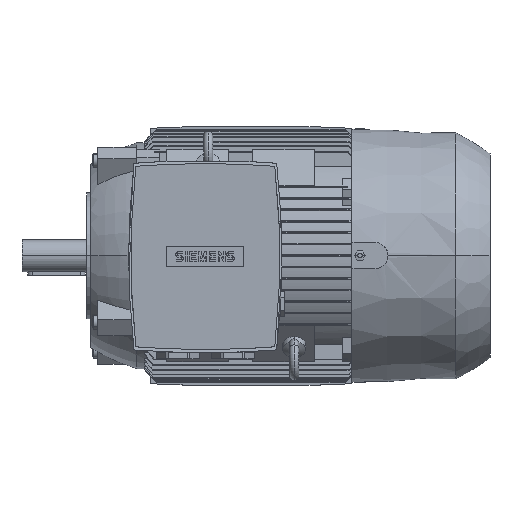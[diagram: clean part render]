
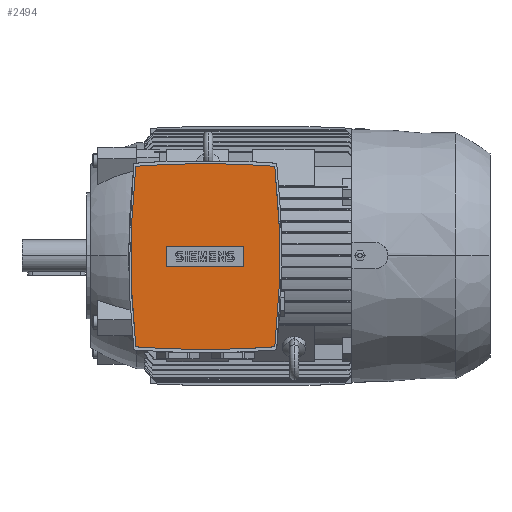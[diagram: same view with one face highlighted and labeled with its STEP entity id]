
A CAD part, top view. The second image highlights one B-rep face of the part: STEP entity #2494.
In plain terms, the highlighted planar face has unit normal (0, 0, 1).
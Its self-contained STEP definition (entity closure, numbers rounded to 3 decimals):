
#2494=ADVANCED_FACE('',(#5276,#5277),#5278,.T.);
#5276=FACE_BOUND('',#8363,.T.);
#5277=FACE_OUTER_BOUND('',#8364,.T.);
#5278=PLANE('',#8365);
#8363=EDGE_LOOP('',(#16026,#16027,#16028,#16029));
#8364=EDGE_LOOP('',(#16030,#16031,#16032,#16033,#16034,#16035));
#8365=AXIS2_PLACEMENT_3D('',#16036,#16037,#16038);
#16026=ORIENTED_EDGE('',*,*,#21593,.T.);
#16027=ORIENTED_EDGE('',*,*,#21597,.T.);
#16028=ORIENTED_EDGE('',*,*,#21600,.T.);
#16029=ORIENTED_EDGE('',*,*,#21602,.T.);
#16030=ORIENTED_EDGE('',*,*,#21678,.T.);
#16031=ORIENTED_EDGE('',*,*,#21680,.T.);
#16032=ORIENTED_EDGE('',*,*,#19019,.T.);
#16033=ORIENTED_EDGE('',*,*,#21672,.T.);
#16034=ORIENTED_EDGE('',*,*,#19030,.T.);
#16035=ORIENTED_EDGE('',*,*,#21669,.T.);
#16036=CARTESIAN_POINT('',(60.0,-1.0,196.0));
#16037=DIRECTION('',(0.0,0.0,1.0));
#16038=DIRECTION('',(0.0,-1.0,0.0));
#19019=EDGE_CURVE('',#22972,#22976,#22978,.T.);
#19030=EDGE_CURVE('',#22998,#22995,#22999,.T.);
#21593=EDGE_CURVE('',#26826,#26824,#26827,.T.);
#21597=EDGE_CURVE('',#26824,#26830,#26832,.T.);
#21600=EDGE_CURVE('',#26830,#26834,#26836,.T.);
#21602=EDGE_CURVE('',#26834,#26826,#26838,.T.);
#21669=EDGE_CURVE('',#22995,#26933,#26935,.T.);
#21672=EDGE_CURVE('',#22976,#22998,#26938,.T.);
#21678=EDGE_CURVE('',#26933,#26943,#26945,.T.);
#21680=EDGE_CURVE('',#26943,#22972,#26947,.T.);
#22972=VERTEX_POINT('',#29569);
#22976=VERTEX_POINT('',#29574);
#22978=CIRCLE('',#29577,828.12);
#22995=VERTEX_POINT('',#29619);
#22998=VERTEX_POINT('',#29623);
#22999=CIRCLE('',#29624,828.12);
#26824=VERTEX_POINT('',#41274);
#26826=VERTEX_POINT('',#41277);
#26827=LINE('',#41278,#41279);
#26830=VERTEX_POINT('',#41283);
#26832=LINE('',#41286,#41287);
#26834=VERTEX_POINT('',#41289);
#26836=LINE('',#41292,#41293);
#26838=LINE('',#41295,#41296);
#26933=VERTEX_POINT('',#41434);
#26935=CIRCLE('',#41437,828.12);
#26938=CIRCLE('',#41440,717.2);
#26943=VERTEX_POINT('',#41446);
#26945=CIRCLE('',#41449,717.2);
#26947=CIRCLE('',#41451,828.12);
#29569=CARTESIAN_POINT('',(60.,-82.0,196.0));
#29574=CARTESIAN_POINT('',(120.661,-79.775,196.0));
#29577=AXIS2_PLACEMENT_3D('',#43977,#43978,#43979);
#29619=CARTESIAN_POINT('',(60.,80.0,196.0));
#29623=CARTESIAN_POINT('',(120.661,77.775,196.0));
#29624=AXIS2_PLACEMENT_3D('',#43993,#43994,#43995);
#41274=CARTESIAN_POINT('',(26.25,-10.05,196.0));
#41277=CARTESIAN_POINT('',(93.75,-10.05,196.0));
#41278=CARTESIAN_POINT('',(60.0,-10.05,196.0));
#41279=VECTOR('',#46199,1.0);
#41283=CARTESIAN_POINT('',(26.25,8.05,196.0));
#41286=CARTESIAN_POINT('',(26.25,-1.0,196.0));
#41287=VECTOR('',#46202,1.0);
#41289=CARTESIAN_POINT('',(93.75,8.05,196.0));
#41292=CARTESIAN_POINT('',(60.0,8.05,196.0));
#41293=VECTOR('',#46204,1.0);
#41295=CARTESIAN_POINT('',(93.75,-1.0,196.0));
#41296=VECTOR('',#46205,1.0);
#41434=CARTESIAN_POINT('',(-0.661,77.775,196.0));
#41437=AXIS2_PLACEMENT_3D('',#46304,#46305,#46306);
#41440=AXIS2_PLACEMENT_3D('',#46307,#46308,#46309);
#41446=CARTESIAN_POINT('',(-0.661,-79.775,196.0));
#41449=AXIS2_PLACEMENT_3D('',#46312,#46313,#46314);
#41451=AXIS2_PLACEMENT_3D('',#46315,#46316,#46317);
#43977=CARTESIAN_POINT('',(60.0,746.12,196.0));
#43978=DIRECTION('',(0.0,-0.0,1.0));
#43979=DIRECTION('',(0.0,1.0,0.0));
#43993=CARTESIAN_POINT('',(60.0,-748.12,196.0));
#43994=DIRECTION('',(0.0,-0.0,1.0));
#43995=DIRECTION('',(0.0,1.0,0.0));
#46199=DIRECTION('',(-1.0,0.0,0.0));
#46202=DIRECTION('',(0.0,1.0,0.0));
#46204=DIRECTION('',(1.0,0.0,-0.0));
#46205=DIRECTION('',(0.0,-1.0,0.0));
#46304=CARTESIAN_POINT('',(60.0,-748.12,196.0));
#46305=DIRECTION('',(0.0,-0.0,1.0));
#46306=DIRECTION('',(0.0,1.0,0.0));
#46307=CARTESIAN_POINT('',(-592.2,-1.0,196.0));
#46308=DIRECTION('',(0.0,-0.0,1.0));
#46309=DIRECTION('',(0.0,1.0,0.0));
#46312=CARTESIAN_POINT('',(712.2,-1.0,196.0));
#46313=DIRECTION('',(0.0,-0.0,1.0));
#46314=DIRECTION('',(0.0,1.0,0.0));
#46315=CARTESIAN_POINT('',(60.0,746.12,196.0));
#46316=DIRECTION('',(0.0,-0.0,1.0));
#46317=DIRECTION('',(0.0,1.0,0.0));
